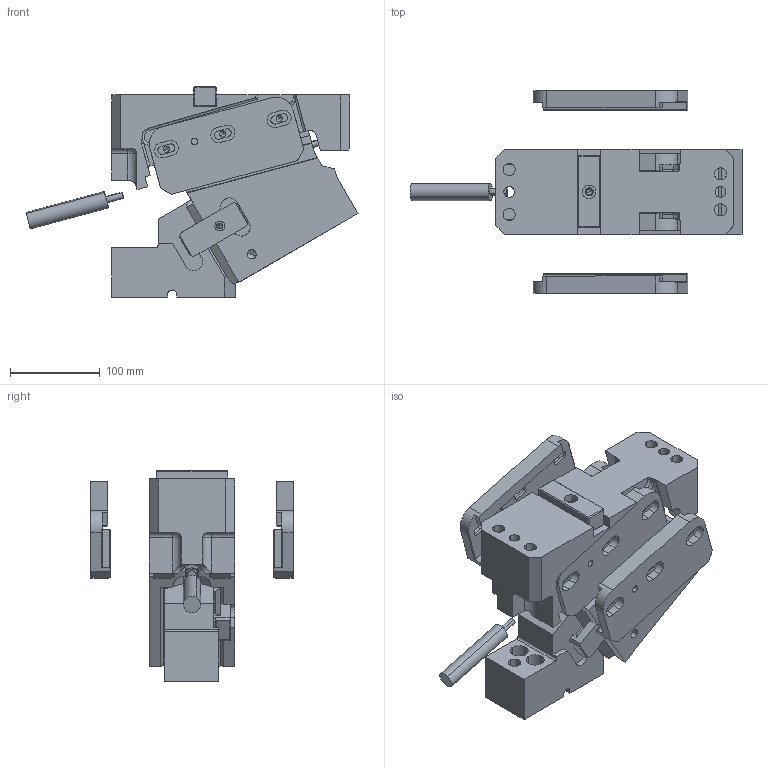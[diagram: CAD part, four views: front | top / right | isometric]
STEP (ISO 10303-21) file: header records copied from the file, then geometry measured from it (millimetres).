
FILE_DESCRIPTION(('CATIA V5 STEP Exchange','CAx-IF Rec.Pracs.--- Model Styling and Organization---1.4--- 2014-01-23'),'2;1');
FILE_NAME('ES_OT_0095_60__IND_05__29052__SCHIEBERADAPTER_PART__2018_01_22__LACK.stp','2018-02-19T14:14:08+00:00',('none'),('none'),'CATIA Version 5-6 Release 2016 SP3 HF35','CATIA V5 STEP AP214','none');
FILE_SCHEMA(('AUTOMOTIVE_DESIGN { 1 0 10303 214 1 1 1 1 }'));
Length unit declared in the file: millimetre
Products named in the file (1): ES_OT_0095_60__IND_05__29052__SCHIEBERADAPTER_PART__2018_01_22__LACK
Bounding box: 369.3 x 225 x 234 mm (x, y, z)
Volume: 3889861.4 mm3; surface area: 475078.7 mm2
Topology: 7 solids, 10 shells, 844 faces, 2226 edges, 1422 vertices
Faces by surface type: plane 439, cylinder 318, cone 54, torus 32, sphere 1
Entity records: 25226 total; most frequent: CARTESIAN_POINT 5790, ORIENTED_EDGE 4380, DIRECTION 3203, EDGE_CURVE 2190, VERTEX_POINT 1418, VECTOR 1307, LINE 1307, AXIS2_PLACEMENT_3D 1274
